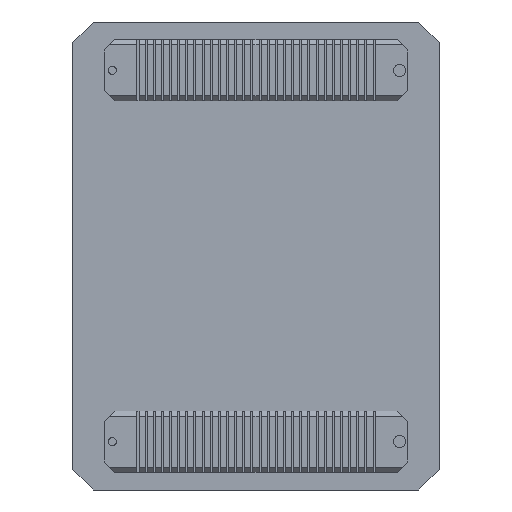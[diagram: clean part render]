
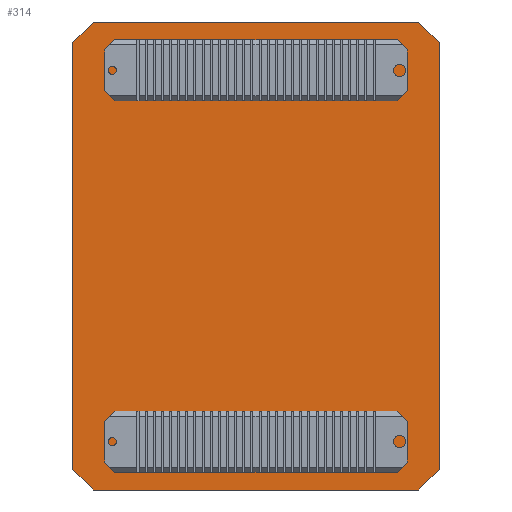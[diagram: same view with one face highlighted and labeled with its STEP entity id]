
A CAD part, front view. The second image highlights one B-rep face of the part: STEP entity #314.
In plain terms, the highlighted planar face has unit normal (0, -1, 0).
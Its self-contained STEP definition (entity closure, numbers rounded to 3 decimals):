
#314 = ADVANCED_FACE ( 'NONE', ( #2867 ), #5714, .T. ) ;
#430 = CARTESIAN_POINT ( 'NONE',  ( -18., 0., -21. ) ) ;
#657 = LINE ( 'NONE', #11137, #3886 ) ;
#973 = ORIENTED_EDGE ( 'NONE', *, *, #2691, .F. ) ;
#1035 = LINE ( 'NONE', #4779, #9607 ) ;
#1315 = VERTEX_POINT ( 'NONE', #9878 ) ;
#1341 = LINE ( 'NONE', #8925, #7080 ) ;
#1822 = CARTESIAN_POINT ( 'NONE',  ( 19.5, 0., 19.5 ) ) ;
#2441 = CARTESIAN_POINT ( 'NONE',  ( 18., 0., 21. ) ) ;
#2537 = EDGE_CURVE ( 'NONE', #7507, #3800, #657, .T. ) ;
#2563 = EDGE_CURVE ( 'NONE', #11016, #3800, #10352, .T. ) ;
#2691 = EDGE_CURVE ( 'NONE', #8782, #1315, #5118, .T. ) ;
#2790 = ORIENTED_EDGE ( 'NONE', *, *, #2563, .T. ) ;
#2867 = FACE_OUTER_BOUND ( 'NONE', #11700, .T. ) ;
#3215 = DIRECTION ( 'NONE',  ( 0.707, 0., -0.707 ) ) ;
#3294 = CARTESIAN_POINT ( 'NONE',  ( 19.5, 0., -19.5 ) ) ;
#3450 = CARTESIAN_POINT ( 'NONE',  ( -18., 0., 23. ) ) ;
#3590 = ORIENTED_EDGE ( 'NONE', *, *, #3665, .T. ) ;
#3626 = CARTESIAN_POINT ( 'NONE',  ( 16., 0., -23. ) ) ;
#3665 = EDGE_CURVE ( 'NONE', #8782, #8873, #1341, .T. ) ;
#3800 = VERTEX_POINT ( 'NONE', #9236 ) ;
#3855 = DIRECTION ( 'NONE',  ( -0.707, 0., -0.707 ) ) ;
#3886 = VECTOR ( 'NONE', #5191, 1000. ) ;
#3904 = ORIENTED_EDGE ( 'NONE', *, *, #5022, .F. ) ;
#3943 = ORIENTED_EDGE ( 'NONE', *, *, #6331, .T. ) ;
#4072 = VECTOR ( 'NONE', #7083, 1000. ) ;
#4779 = CARTESIAN_POINT ( 'NONE',  ( -19.5, 0., 19.5 ) ) ;
#4783 = CARTESIAN_POINT ( 'NONE',  ( 0., 0., 0. ) ) ;
#4912 = LINE ( 'NONE', #4961, #7441 ) ;
#4961 = CARTESIAN_POINT ( 'NONE',  ( 18., 0., 23. ) ) ;
#4969 = CARTESIAN_POINT ( 'NONE',  ( -16., 0., -23. ) ) ;
#5022 = EDGE_CURVE ( 'NONE', #11016, #10328, #4912, .T. ) ;
#5030 = CARTESIAN_POINT ( 'NONE',  ( -16., 0., 23. ) ) ;
#5118 = LINE ( 'NONE', #3450, #9194 ) ;
#5191 = DIRECTION ( 'NONE',  ( 1., 0., 0. ) ) ;
#5714 = PLANE ( 'NONE',  #7146 ) ;
#6331 = EDGE_CURVE ( 'NONE', #7507, #1315, #1035, .T. ) ;
#6461 = ORIENTED_EDGE ( 'NONE', *, *, #2537, .F. ) ;
#6480 = LINE ( 'NONE', #10608, #12175 ) ;
#7080 = VECTOR ( 'NONE', #3215, 1000. ) ;
#7083 = DIRECTION ( 'NONE',  ( 0.707, 0., 0.707 ) ) ;
#7146 = AXIS2_PLACEMENT_3D ( 'NONE', #4783, #8568, #11470 ) ;
#7441 = VECTOR ( 'NONE', #8701, 1000. ) ;
#7507 = VERTEX_POINT ( 'NONE', #5030 ) ;
#7737 = DIRECTION ( 'NONE',  ( -1., 0., 0. ) ) ;
#8359 = DIRECTION ( 'NONE',  ( -0.707, 0., 0.707 ) ) ;
#8568 = DIRECTION ( 'NONE',  ( 0., -1., 0. ) ) ;
#8701 = DIRECTION ( 'NONE',  ( 0., 0., -1. ) ) ;
#8782 = VERTEX_POINT ( 'NONE', #430 ) ;
#8873 = VERTEX_POINT ( 'NONE', #4969 ) ;
#8925 = CARTESIAN_POINT ( 'NONE',  ( -19.5, 0., -19.5 ) ) ;
#9111 = ORIENTED_EDGE ( 'NONE', *, *, #10826, .F. ) ;
#9194 = VECTOR ( 'NONE', #11126, 1000. ) ;
#9236 = CARTESIAN_POINT ( 'NONE',  ( 16., 0., 23. ) ) ;
#9308 = EDGE_CURVE ( 'NONE', #12304, #10328, #11836, .T. ) ;
#9607 = VECTOR ( 'NONE', #3855, 1000. ) ;
#9878 = CARTESIAN_POINT ( 'NONE',  ( -18., 0., 21. ) ) ;
#10233 = VECTOR ( 'NONE', #8359, 1000. ) ;
#10328 = VERTEX_POINT ( 'NONE', #11173 ) ;
#10352 = LINE ( 'NONE', #1822, #10233 ) ;
#10608 = CARTESIAN_POINT ( 'NONE',  ( -18., 0., -23. ) ) ;
#10826 = EDGE_CURVE ( 'NONE', #12304, #8873, #6480, .T. ) ;
#11016 = VERTEX_POINT ( 'NONE', #2441 ) ;
#11126 = DIRECTION ( 'NONE',  ( 0., 0., 1. ) ) ;
#11137 = CARTESIAN_POINT ( 'NONE',  ( -18., 0., 23. ) ) ;
#11170 = ORIENTED_EDGE ( 'NONE', *, *, #9308, .T. ) ;
#11173 = CARTESIAN_POINT ( 'NONE',  ( 18., 0., -21. ) ) ;
#11470 = DIRECTION ( 'NONE',  ( 0., 0., -1. ) ) ;
#11700 = EDGE_LOOP ( 'NONE', ( #9111, #11170, #3904, #2790, #6461, #3943, #973, #3590 ) ) ;
#11836 = LINE ( 'NONE', #3294, #4072 ) ;
#12175 = VECTOR ( 'NONE', #7737, 1000. ) ;
#12304 = VERTEX_POINT ( 'NONE', #3626 ) ;
